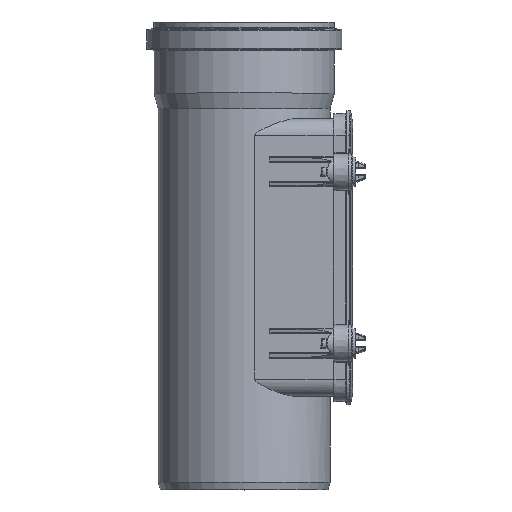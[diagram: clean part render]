
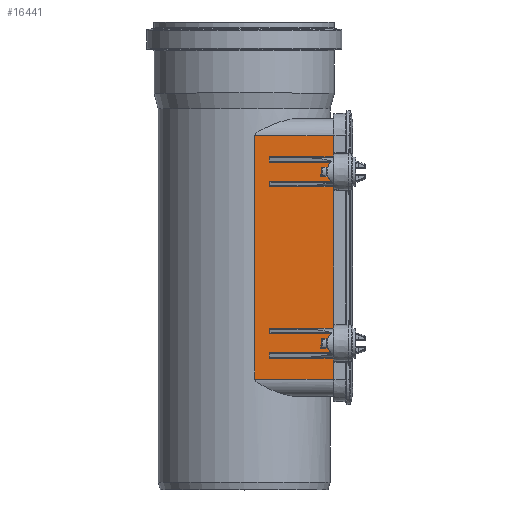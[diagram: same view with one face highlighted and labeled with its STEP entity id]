
A CAD part, top view. The second image highlights one B-rep face of the part: STEP entity #16441.
In plain terms, the highlighted planar face has unit normal (0, 0, 1).
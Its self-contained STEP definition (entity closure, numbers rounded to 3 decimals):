
#1436=PLANE('',#17625);
#1750=FACE_OUTER_BOUND('',#2891,.T.);
#2891=EDGE_LOOP('',(#11492,#11493,#11494,#11495,#11496,#11497,#11498,#11499,
#11500,#11501,#11502,#11503,#11504,#11505,#11506,#11507,#11508,#11509,#11510,
#11511,#11512,#11513,#11514,#11515,#11516,#11517,#11518,#11519));
#4109=CIRCLE('',#17602,13.);
#4110=CIRCLE('',#17604,13.);
#4116=CIRCLE('',#17620,13.);
#4117=CIRCLE('',#17622,13.);
#5009=LINE('',#25416,#6163);
#5016=LINE('',#25431,#6170);
#5017=LINE('',#25433,#6171);
#5039=LINE('',#25488,#6193);
#5043=LINE('',#25499,#6197);
#5045=LINE('',#25502,#6199);
#5056=LINE('',#25583,#6210);
#5060=LINE('',#25639,#6214);
#5061=LINE('',#25641,#6215);
#5062=LINE('',#25643,#6216);
#5063=LINE('',#25645,#6217);
#5064=LINE('',#25647,#6218);
#5065=LINE('',#25649,#6219);
#5066=LINE('',#25651,#6220);
#5067=LINE('',#25653,#6221);
#5068=LINE('',#25655,#6222);
#5069=LINE('',#25657,#6223);
#5070=LINE('',#25658,#6224);
#5071=LINE('',#25660,#6225);
#5072=LINE('',#25662,#6226);
#5073=LINE('',#25664,#6227);
#5074=LINE('',#25666,#6228);
#5075=LINE('',#25668,#6229);
#5076=LINE('',#25669,#6230);
#6163=VECTOR('',#19859,6.205);
#6170=VECTOR('',#19872,6.919);
#6171=VECTOR('',#19875,2.5);
#6193=VECTOR('',#19919,6.919);
#6197=VECTOR('',#19929,6.205);
#6199=VECTOR('',#19933,2.5);
#6210=VECTOR('',#19976,57.243);
#6214=VECTOR('',#19998,57.243);
#6215=VECTOR('',#19999,5.2);
#6216=VECTOR('',#20000,68.811);
#6217=VECTOR('',#20001,19.3);
#6218=VECTOR('',#20002,82.514);
#6219=VECTOR('',#20003,226.6);
#6220=VECTOR('',#20004,82.514);
#6221=VECTOR('',#20005,19.3);
#6222=VECTOR('',#20006,68.811);
#6223=VECTOR('',#20007,5.2);
#6224=VECTOR('',#20008,57.243);
#6225=VECTOR('',#20009,5.2);
#6226=VECTOR('',#20010,68.811);
#6227=VECTOR('',#20011,132.);
#6228=VECTOR('',#20012,68.811);
#6229=VECTOR('',#20013,5.2);
#6230=VECTOR('',#20014,57.243);
#7320=VERTEX_POINT('',#25412);
#7322=VERTEX_POINT('',#25415);
#7326=VERTEX_POINT('',#25427);
#7327=VERTEX_POINT('',#25429);
#7347=VERTEX_POINT('',#25482);
#7349=VERTEX_POINT('',#25486);
#7352=VERTEX_POINT('',#25496);
#7353=VERTEX_POINT('',#25498);
#7354=VERTEX_POINT('',#25504);
#7359=VERTEX_POINT('',#25519);
#7373=VERTEX_POINT('',#25580);
#7374=VERTEX_POINT('',#25582);
#7377=VERTEX_POINT('',#25597);
#7384=VERTEX_POINT('',#25638);
#7385=VERTEX_POINT('',#25640);
#7386=VERTEX_POINT('',#25642);
#7387=VERTEX_POINT('',#25644);
#7388=VERTEX_POINT('',#25646);
#7389=VERTEX_POINT('',#25648);
#7390=VERTEX_POINT('',#25650);
#7391=VERTEX_POINT('',#25652);
#7392=VERTEX_POINT('',#25654);
#7393=VERTEX_POINT('',#25656);
#7394=VERTEX_POINT('',#25659);
#7395=VERTEX_POINT('',#25661);
#7396=VERTEX_POINT('',#25663);
#7397=VERTEX_POINT('',#25665);
#7398=VERTEX_POINT('',#25667);
#8812=EDGE_CURVE('',#7322,#7320,#5009,.T.);
#8820=EDGE_CURVE('',#7326,#7327,#5016,.T.);
#8821=EDGE_CURVE('',#7327,#7322,#5017,.T.);
#8847=EDGE_CURVE('',#7347,#7349,#5039,.T.);
#8852=EDGE_CURVE('',#7353,#7352,#5043,.T.);
#8854=EDGE_CURVE('',#7349,#7353,#5045,.T.);
#8855=EDGE_CURVE('',#7354,#7326,#4109,.T.);
#8861=EDGE_CURVE('',#7320,#7359,#4110,.T.);
#8879=EDGE_CURVE('',#7373,#7374,#5056,.T.);
#8884=EDGE_CURVE('',#7377,#7347,#4116,.T.);
#8888=EDGE_CURVE('',#7352,#7374,#4117,.T.);
#8893=EDGE_CURVE('',#7384,#7359,#5060,.T.);
#8894=EDGE_CURVE('',#7384,#7385,#5061,.T.);
#8895=EDGE_CURVE('',#7386,#7385,#5062,.T.);
#8896=EDGE_CURVE('',#7387,#7386,#5063,.T.);
#8897=EDGE_CURVE('',#7387,#7388,#5064,.T.);
#8898=EDGE_CURVE('',#7389,#7388,#5065,.T.);
#8899=EDGE_CURVE('',#7390,#7389,#5066,.T.);
#8900=EDGE_CURVE('',#7391,#7390,#5067,.T.);
#8901=EDGE_CURVE('',#7392,#7391,#5068,.T.);
#8902=EDGE_CURVE('',#7392,#7393,#5069,.T.);
#8903=EDGE_CURVE('',#7377,#7393,#5070,.T.);
#8904=EDGE_CURVE('',#7373,#7394,#5071,.T.);
#8905=EDGE_CURVE('',#7395,#7394,#5072,.T.);
#8906=EDGE_CURVE('',#7396,#7395,#5073,.T.);
#8907=EDGE_CURVE('',#7397,#7396,#5074,.T.);
#8908=EDGE_CURVE('',#7397,#7398,#5075,.T.);
#8909=EDGE_CURVE('',#7354,#7398,#5076,.T.);
#11492=ORIENTED_EDGE('',*,*,#8812,.T.);
#11493=ORIENTED_EDGE('',*,*,#8861,.T.);
#11494=ORIENTED_EDGE('',*,*,#8893,.F.);
#11495=ORIENTED_EDGE('',*,*,#8894,.T.);
#11496=ORIENTED_EDGE('',*,*,#8895,.F.);
#11497=ORIENTED_EDGE('',*,*,#8896,.F.);
#11498=ORIENTED_EDGE('',*,*,#8897,.T.);
#11499=ORIENTED_EDGE('',*,*,#8898,.F.);
#11500=ORIENTED_EDGE('',*,*,#8899,.F.);
#11501=ORIENTED_EDGE('',*,*,#8900,.F.);
#11502=ORIENTED_EDGE('',*,*,#8901,.F.);
#11503=ORIENTED_EDGE('',*,*,#8902,.T.);
#11504=ORIENTED_EDGE('',*,*,#8903,.F.);
#11505=ORIENTED_EDGE('',*,*,#8884,.T.);
#11506=ORIENTED_EDGE('',*,*,#8847,.T.);
#11507=ORIENTED_EDGE('',*,*,#8854,.T.);
#11508=ORIENTED_EDGE('',*,*,#8852,.T.);
#11509=ORIENTED_EDGE('',*,*,#8888,.T.);
#11510=ORIENTED_EDGE('',*,*,#8879,.F.);
#11511=ORIENTED_EDGE('',*,*,#8904,.T.);
#11512=ORIENTED_EDGE('',*,*,#8905,.F.);
#11513=ORIENTED_EDGE('',*,*,#8906,.F.);
#11514=ORIENTED_EDGE('',*,*,#8907,.F.);
#11515=ORIENTED_EDGE('',*,*,#8908,.T.);
#11516=ORIENTED_EDGE('',*,*,#8909,.F.);
#11517=ORIENTED_EDGE('',*,*,#8855,.T.);
#11518=ORIENTED_EDGE('',*,*,#8820,.T.);
#11519=ORIENTED_EDGE('',*,*,#8821,.T.);
#16441=ADVANCED_FACE('',(#1750),#1436,.T.);
#17602=AXIS2_PLACEMENT_3D('',#25505,#19936,#19937);
#17604=AXIS2_PLACEMENT_3D('',#25526,#19942,#19943);
#17620=AXIS2_PLACEMENT_3D('',#25598,#19985,#19986);
#17622=AXIS2_PLACEMENT_3D('',#25609,#19990,#19991);
#17625=AXIS2_PLACEMENT_3D('',#25637,#19996,#19997);
#19859=DIRECTION('',(1.,0.,0.));
#19872=DIRECTION('',(-1.,0.,0.));
#19875=DIRECTION('',(0.,1.,0.));
#19919=DIRECTION('',(-1.,0.,0.));
#19929=DIRECTION('',(1.,0.,0.));
#19933=DIRECTION('',(0.,1.,0.));
#19936=DIRECTION('center_axis',(0.,0.,-1.));
#19937=DIRECTION('ref_axis',(-0.154,-0.988,0.));
#19942=DIRECTION('center_axis',(0.,0.,-1.));
#19943=DIRECTION('ref_axis',(-0.154,-0.988,0.));
#19976=DIRECTION('',(1.,0.,0.));
#19985=DIRECTION('center_axis',(0.,0.,-1.));
#19986=DIRECTION('ref_axis',(-0.154,0.988,0.));
#19990=DIRECTION('center_axis',(0.,0.,-1.));
#19991=DIRECTION('ref_axis',(-0.154,0.988,0.));
#19996=DIRECTION('center_axis',(0.,0.,1.));
#19997=DIRECTION('ref_axis',(0.,1.,0.));
#19998=DIRECTION('',(1.,0.,0.));
#19999=DIRECTION('',(0.,1.,0.));
#20000=DIRECTION('',(-1.,0.,0.));
#20001=DIRECTION('',(0.,-1.,0.));
#20002=DIRECTION('',(-1.,0.,0.));
#20003=DIRECTION('',(0.,1.,0.));
#20004=DIRECTION('',(-1.,0.,0.));
#20005=DIRECTION('',(0.,-1.,0.));
#20006=DIRECTION('',(1.,0.,0.));
#20007=DIRECTION('',(0.,1.,0.));
#20008=DIRECTION('',(-1.,0.,0.));
#20009=DIRECTION('',(0.,1.,0.));
#20010=DIRECTION('',(-1.,0.,0.));
#20011=DIRECTION('',(0.,-1.,0.));
#20012=DIRECTION('',(1.,0.,0.));
#20013=DIRECTION('',(0.,1.,0.));
#20014=DIRECTION('',(-1.,0.,0.));
#25412=CARTESIAN_POINT('',(77.505,-61.079,79.5));
#25415=CARTESIAN_POINT('',(71.3,-61.079,79.5));
#25416=CARTESIAN_POINT('',(92.3,-61.079,79.5));
#25427=CARTESIAN_POINT('',(78.219,-63.579,79.5));
#25429=CARTESIAN_POINT('',(71.3,-63.579,79.5));
#25431=CARTESIAN_POINT('',(92.3,-63.579,79.5));
#25433=CARTESIAN_POINT('',(71.3,-157.204,79.5));
#25482=CARTESIAN_POINT('',(78.219,-223.579,79.5));
#25486=CARTESIAN_POINT('',(71.3,-223.579,79.5));
#25488=CARTESIAN_POINT('',(92.3,-223.579,79.5));
#25496=CARTESIAN_POINT('',(77.505,-221.079,79.5));
#25498=CARTESIAN_POINT('',(71.3,-221.079,79.5));
#25499=CARTESIAN_POINT('',(92.3,-221.079,79.5));
#25502=CARTESIAN_POINT('',(71.3,-237.204,79.5));
#25504=CARTESIAN_POINT('',(80.731,-67.579,79.5));
#25505=CARTESIAN_POINT('Origin',(90.3,-58.779,79.5));
#25519=CARTESIAN_POINT('',(80.731,-49.979,79.5));
#25526=CARTESIAN_POINT('Origin',(90.3,-58.779,79.5));
#25580=CARTESIAN_POINT('',(23.489,-209.979,79.5));
#25582=CARTESIAN_POINT('',(80.731,-209.979,79.5));
#25583=CARTESIAN_POINT('',(86.8,-209.979,79.5));
#25597=CARTESIAN_POINT('',(80.731,-227.579,79.5));
#25598=CARTESIAN_POINT('Origin',(90.3,-218.779,79.5));
#25609=CARTESIAN_POINT('Origin',(90.3,-218.779,79.5));
#25637=CARTESIAN_POINT('Origin',(92.3,-252.079,79.5));
#25638=CARTESIAN_POINT('',(23.489,-49.979,79.5));
#25639=CARTESIAN_POINT('',(86.8,-49.979,79.5));
#25640=CARTESIAN_POINT('',(23.489,-44.779,79.5));
#25641=CARTESIAN_POINT('',(23.489,-148.929,79.5));
#25642=CARTESIAN_POINT('',(92.3,-44.779,79.5));
#25643=CARTESIAN_POINT('',(92.3,-44.779,79.5));
#25644=CARTESIAN_POINT('',(92.3,-25.479,79.5));
#25645=CARTESIAN_POINT('',(92.3,-25.479,79.5));
#25646=CARTESIAN_POINT('',(9.786,-25.479,79.5));
#25647=CARTESIAN_POINT('',(92.3,-25.479,79.5));
#25648=CARTESIAN_POINT('',(9.786,-252.079,79.5));
#25649=CARTESIAN_POINT('',(9.786,-174.139,79.5));
#25650=CARTESIAN_POINT('',(92.3,-252.079,79.5));
#25651=CARTESIAN_POINT('',(92.3,-252.079,79.5));
#25652=CARTESIAN_POINT('',(92.3,-232.779,79.5));
#25653=CARTESIAN_POINT('',(92.3,-25.479,79.5));
#25654=CARTESIAN_POINT('',(23.489,-232.779,79.5));
#25655=CARTESIAN_POINT('',(92.3,-232.779,79.5));
#25656=CARTESIAN_POINT('',(23.489,-227.579,79.5));
#25657=CARTESIAN_POINT('',(23.489,-148.929,79.5));
#25658=CARTESIAN_POINT('',(86.8,-227.579,79.5));
#25659=CARTESIAN_POINT('',(23.489,-204.779,79.5));
#25660=CARTESIAN_POINT('',(23.489,-148.929,79.5));
#25661=CARTESIAN_POINT('',(92.3,-204.779,79.5));
#25662=CARTESIAN_POINT('',(92.3,-204.779,79.5));
#25663=CARTESIAN_POINT('',(92.3,-72.779,79.5));
#25664=CARTESIAN_POINT('',(92.3,-25.479,79.5));
#25665=CARTESIAN_POINT('',(23.489,-72.779,79.5));
#25666=CARTESIAN_POINT('',(92.3,-72.779,79.5));
#25667=CARTESIAN_POINT('',(23.489,-67.579,79.5));
#25668=CARTESIAN_POINT('',(23.489,-148.929,79.5));
#25669=CARTESIAN_POINT('',(86.8,-67.579,79.5));
